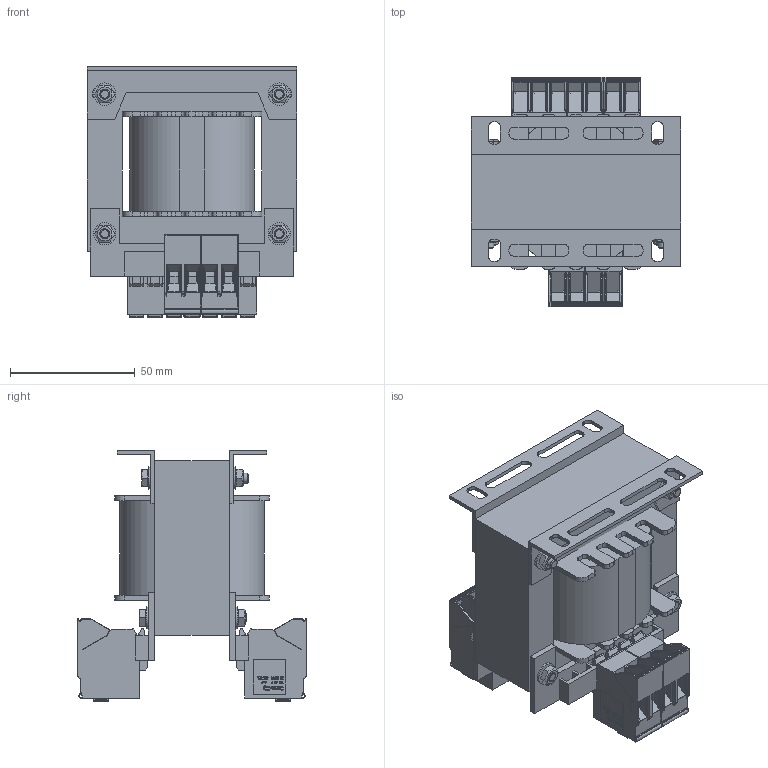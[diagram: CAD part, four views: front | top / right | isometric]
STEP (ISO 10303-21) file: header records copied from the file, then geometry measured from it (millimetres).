
FILE_DESCRIPTION(/* description */ (''),/* implementation_level */ '2;1');
FILE_NAME(/* name */ 'TSC50402200.stp',/* time_stamp */ '2023-09-12T08:20:46+02:00',/* author */ ('velazquez'),/* organization */ (''),/* preprocessor_version */ 'ST-DEVELOPER v19.2',/* originating_system */ 'Autodesk Inventor 2023',/* authorisation */ '');
FILE_SCHEMA (('AUTOMOTIVE_DESIGN { 1 0 10303 214 3 1 1 }'));
Products named in the file (11): TSC50402200; EI84 x 70 - 30 (RC28); RC28; AF28DIN; EI84; DIN 125 - A 4,3; DIN 933 - M4  x 40; DIN 934 - M4; 1226_TKS_4_2_F; 1227_TKS_4_3_F NARANJA; 1226_TKS_4_2_F NARANJA
Assembly tree (27 placements, depth 2):
  TSC50402200
    EI84 x 70 - 30 (RC28)
    RC28
    AF28DIN  x2
    EI84  x2
    DIN 125 - A 4,3  x8
    DIN 933 - M4  x 40  x4
    DIN 934 - M4  x4
    1226_TKS_4_2_F  x2
    1227_TKS_4_3_F NARANJA
    1226_TKS_4_2_F NARANJA  x2
Bounding box: 84 x 91.9 x 100.5 mm (x, y, z)
Volume: 276074.8 mm3; surface area: 103805.4 mm2
Topology: 27 solids, 27 shells, 9110 faces, 25503 edges, 16606 vertices
Faces by surface type: plane 7448, cylinder 1111, bspline 287, torus 204, cone 48, sphere 12
Full cylindrical faces by diameter (mm): 3.242 x4, 3.621 x4, 4 x8, 4.3 x8, 4.5 x4, 5.9 x4, 9 x8
Entity records: 189692 total; most frequent: CARTESIAN_POINT 39344, ORIENTED_EDGE 31348, DIRECTION 28075, EDGE_CURVE 15674, LINE 13735, VECTOR 13735, VERTEX_POINT 10211, AXIS2_PLACEMENT_3D 7170
